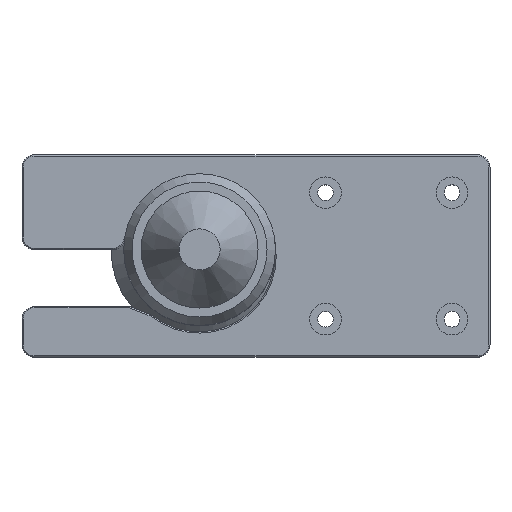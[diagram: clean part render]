
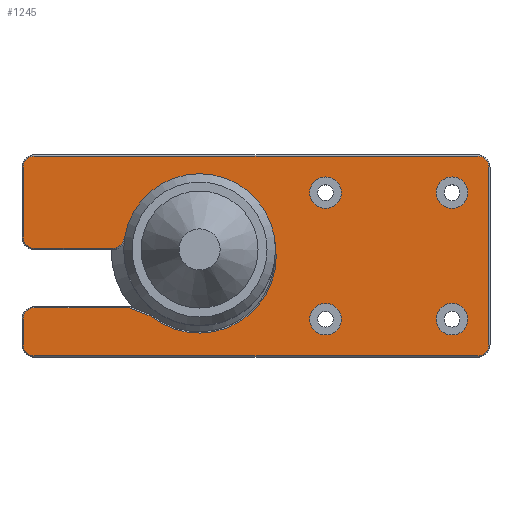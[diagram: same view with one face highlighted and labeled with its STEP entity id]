
A CAD part, top view. The second image highlights one B-rep face of the part: STEP entity #1245.
In plain terms, the highlighted planar face has unit normal (0, 0, 1).
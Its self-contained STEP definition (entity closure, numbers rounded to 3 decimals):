
#55=FACE_BOUND('',#258,.T.);
#56=FACE_BOUND('',#259,.T.);
#57=FACE_BOUND('',#260,.T.);
#58=FACE_BOUND('',#261,.T.);
#91=PLANE('',#1399);
#163=FACE_OUTER_BOUND('',#257,.T.);
#257=EDGE_LOOP('',(#1093,#1094,#1095,#1096,#1097,#1098,#1099,#1100,#1101,
#1102,#1103,#1104,#1105,#1106,#1107,#1108));
#258=EDGE_LOOP('',(#1109));
#259=EDGE_LOOP('',(#1110));
#260=EDGE_LOOP('',(#1111));
#261=EDGE_LOOP('',(#1112));
#335=LINE('',#2043,#435);
#339=LINE('',#2059,#439);
#342=LINE('',#2067,#442);
#344=LINE('',#2074,#444);
#347=LINE('',#2082,#447);
#353=LINE('',#2097,#453);
#357=LINE('',#2109,#457);
#360=LINE('',#2118,#460);
#435=VECTOR('',#1661,10.);
#439=VECTOR('',#1675,10.);
#442=VECTOR('',#1684,10.);
#444=VECTOR('',#1692,10.);
#447=VECTOR('',#1701,10.);
#453=VECTOR('',#1715,10.);
#457=VECTOR('',#1727,10.);
#460=VECTOR('',#1738,10.);
#480=CIRCLE('',#1280,2.5);
#483=CIRCLE('',#1285,2.5);
#486=CIRCLE('',#1290,2.5);
#489=CIRCLE('',#1295,2.5);
#522=CIRCLE('',#1364,12.2);
#523=CIRCLE('',#1366,1.8);
#524=CIRCLE('',#1369,1.8);
#525=CIRCLE('',#1372,1.8);
#526=CIRCLE('',#1375,1.8);
#528=CIRCLE('',#1379,1.8);
#530=CIRCLE('',#1383,1.8);
#532=CIRCLE('',#1387,1.8);
#548=VERTEX_POINT('',#1834);
#551=VERTEX_POINT('',#1843);
#554=VERTEX_POINT('',#1852);
#557=VERTEX_POINT('',#1861);
#611=VERTEX_POINT('',#2040);
#612=VERTEX_POINT('',#2042);
#613=VERTEX_POINT('',#2049);
#614=VERTEX_POINT('',#2053);
#615=VERTEX_POINT('',#2057);
#616=VERTEX_POINT('',#2061);
#617=VERTEX_POINT('',#2065);
#618=VERTEX_POINT('',#2069);
#619=VERTEX_POINT('',#2073);
#620=VERTEX_POINT('',#2077);
#621=VERTEX_POINT('',#2081);
#623=VERTEX_POINT('',#2087);
#625=VERTEX_POINT('',#2093);
#627=VERTEX_POINT('',#2099);
#629=VERTEX_POINT('',#2105);
#631=VERTEX_POINT('',#2111);
#649=EDGE_CURVE('',#548,#548,#480,.T.);
#653=EDGE_CURVE('',#551,#551,#483,.T.);
#657=EDGE_CURVE('',#554,#554,#486,.T.);
#661=EDGE_CURVE('',#557,#557,#489,.T.);
#749=EDGE_CURVE('',#611,#612,#335,.T.);
#751=EDGE_CURVE('',#612,#613,#522,.T.);
#754=EDGE_CURVE('',#613,#614,#523,.T.);
#756=EDGE_CURVE('',#614,#615,#339,.T.);
#758=EDGE_CURVE('',#615,#616,#524,.T.);
#760=EDGE_CURVE('',#616,#617,#342,.T.);
#762=EDGE_CURVE('',#617,#618,#525,.T.);
#763=EDGE_CURVE('',#618,#619,#344,.T.);
#766=EDGE_CURVE('',#619,#620,#526,.T.);
#767=EDGE_CURVE('',#620,#621,#347,.T.);
#772=EDGE_CURVE('',#621,#623,#528,.T.);
#775=EDGE_CURVE('',#623,#625,#353,.T.);
#778=EDGE_CURVE('',#625,#627,#530,.T.);
#781=EDGE_CURVE('',#627,#629,#357,.T.);
#784=EDGE_CURVE('',#629,#631,#532,.T.);
#786=EDGE_CURVE('',#631,#611,#360,.T.);
#1093=ORIENTED_EDGE('',*,*,#749,.F.);
#1094=ORIENTED_EDGE('',*,*,#786,.F.);
#1095=ORIENTED_EDGE('',*,*,#784,.F.);
#1096=ORIENTED_EDGE('',*,*,#781,.F.);
#1097=ORIENTED_EDGE('',*,*,#778,.F.);
#1098=ORIENTED_EDGE('',*,*,#775,.F.);
#1099=ORIENTED_EDGE('',*,*,#772,.F.);
#1100=ORIENTED_EDGE('',*,*,#767,.F.);
#1101=ORIENTED_EDGE('',*,*,#766,.F.);
#1102=ORIENTED_EDGE('',*,*,#763,.F.);
#1103=ORIENTED_EDGE('',*,*,#762,.F.);
#1104=ORIENTED_EDGE('',*,*,#760,.F.);
#1105=ORIENTED_EDGE('',*,*,#758,.F.);
#1106=ORIENTED_EDGE('',*,*,#756,.F.);
#1107=ORIENTED_EDGE('',*,*,#754,.F.);
#1108=ORIENTED_EDGE('',*,*,#751,.F.);
#1109=ORIENTED_EDGE('',*,*,#649,.T.);
#1110=ORIENTED_EDGE('',*,*,#653,.T.);
#1111=ORIENTED_EDGE('',*,*,#657,.T.);
#1112=ORIENTED_EDGE('',*,*,#661,.T.);
#1245=ADVANCED_FACE('',(#163,#55,#56,#57,#58),#91,.T.);
#1280=AXIS2_PLACEMENT_3D('',#1835,#1438,#1439);
#1285=AXIS2_PLACEMENT_3D('',#1844,#1449,#1450);
#1290=AXIS2_PLACEMENT_3D('',#1853,#1460,#1461);
#1295=AXIS2_PLACEMENT_3D('',#1862,#1471,#1472);
#1364=AXIS2_PLACEMENT_3D('',#2050,#1664,#1665);
#1366=AXIS2_PLACEMENT_3D('',#2055,#1670,#1671);
#1369=AXIS2_PLACEMENT_3D('',#2063,#1679,#1680);
#1372=AXIS2_PLACEMENT_3D('',#2071,#1688,#1689);
#1375=AXIS2_PLACEMENT_3D('',#2079,#1697,#1698);
#1379=AXIS2_PLACEMENT_3D('',#2091,#1709,#1710);
#1383=AXIS2_PLACEMENT_3D('',#2103,#1721,#1722);
#1387=AXIS2_PLACEMENT_3D('',#2115,#1733,#1734);
#1399=AXIS2_PLACEMENT_3D('',#2138,#1766,#1767);
#1438=DIRECTION('center_axis',(0.,0.,-1.));
#1439=DIRECTION('ref_axis',(-1.,0.,0.));
#1449=DIRECTION('center_axis',(0.,0.,-1.));
#1450=DIRECTION('ref_axis',(-1.,0.,0.));
#1460=DIRECTION('center_axis',(0.,0.,-1.));
#1461=DIRECTION('ref_axis',(-1.,0.,0.));
#1471=DIRECTION('center_axis',(0.,0.,-1.));
#1472=DIRECTION('ref_axis',(-1.,0.,0.));
#1661=DIRECTION('',(0.929,-0.37,0.));
#1664=DIRECTION('center_axis',(0.,0.,1.));
#1665=DIRECTION('ref_axis',(1.,0.,0.));
#1670=DIRECTION('center_axis',(0.,0.,-1.));
#1671=DIRECTION('ref_axis',(0.627,-0.779,0.));
#1675=DIRECTION('',(-1.,0.,0.));
#1679=DIRECTION('center_axis',(0.,0.,-1.));
#1680=DIRECTION('ref_axis',(-0.707,-0.707,0.));
#1684=DIRECTION('',(0.,1.,0.));
#1688=DIRECTION('center_axis',(0.,0.,-1.));
#1689=DIRECTION('ref_axis',(-0.707,0.707,0.));
#1692=DIRECTION('',(1.,0.,0.));
#1697=DIRECTION('center_axis',(0.,0.,-1.));
#1698=DIRECTION('ref_axis',(0.707,0.707,0.));
#1701=DIRECTION('',(0.,-1.,0.));
#1709=DIRECTION('center_axis',(0.,0.,-1.));
#1710=DIRECTION('ref_axis',(0.707,-0.707,0.));
#1715=DIRECTION('',(-1.,0.,0.));
#1721=DIRECTION('center_axis',(0.,0.,-1.));
#1722=DIRECTION('ref_axis',(-0.707,-0.707,0.));
#1727=DIRECTION('',(0.,1.,0.));
#1733=DIRECTION('center_axis',(0.,0.,-1.));
#1734=DIRECTION('ref_axis',(-0.707,0.707,0.));
#1738=DIRECTION('',(1.,0.,0.));
#1766=DIRECTION('center_axis',(0.,0.,1.));
#1767=DIRECTION('ref_axis',(1.,0.,0.));
#1834=CARTESIAN_POINT('',(-8.5,-11.,10.));
#1835=CARTESIAN_POINT('Origin',(-11.,-11.,10.));
#1843=CARTESIAN_POINT('',(11.5,9.,10.));
#1844=CARTESIAN_POINT('Origin',(9.,9.,10.));
#1852=CARTESIAN_POINT('',(-8.5,9.,10.));
#1853=CARTESIAN_POINT('Origin',(-11.,9.,10.));
#1861=CARTESIAN_POINT('',(11.5,-11.,10.));
#1862=CARTESIAN_POINT('Origin',(9.,-11.,10.));
#2040=CARTESIAN_POINT('',(-41.983,-9.2,10.));
#2042=CARTESIAN_POINT('',(-38.593,-10.549,10.));
#2043=CARTESIAN_POINT('',(-24.426,-16.188,10.));
#2049=CARTESIAN_POINT('',(-42.917,1.614,10.));
#2050=CARTESIAN_POINT('Origin',(-31.,-1.,10.));
#2053=CARTESIAN_POINT('',(-44.675,0.2,10.));
#2055=CARTESIAN_POINT('Origin',(-44.675,2.,10.));
#2057=CARTESIAN_POINT('',(-57.,0.2,10.));
#2059=CARTESIAN_POINT('',(-29.5,0.2,10.));
#2061=CARTESIAN_POINT('',(-58.8,2.,10.));
#2063=CARTESIAN_POINT('Origin',(-57.,2.,10.));
#2065=CARTESIAN_POINT('',(-58.8,13.,10.));
#2067=CARTESIAN_POINT('',(-58.8,7.,10.));
#2069=CARTESIAN_POINT('',(-57.,14.8,10.));
#2071=CARTESIAN_POINT('Origin',(-57.,13.,10.));
#2073=CARTESIAN_POINT('',(13.,14.8,10.));
#2074=CARTESIAN_POINT('',(7.5,14.8,10.));
#2077=CARTESIAN_POINT('',(14.8,13.,10.));
#2079=CARTESIAN_POINT('Origin',(13.,13.,10.));
#2081=CARTESIAN_POINT('',(14.8,-15.,10.));
#2082=CARTESIAN_POINT('',(14.8,-9.,10.));
#2087=CARTESIAN_POINT('',(13.,-16.8,10.));
#2091=CARTESIAN_POINT('Origin',(13.,-15.,10.));
#2093=CARTESIAN_POINT('',(-57.,-16.8,10.));
#2097=CARTESIAN_POINT('',(-7.5,-16.8,10.));
#2099=CARTESIAN_POINT('',(-58.8,-15.,10.));
#2103=CARTESIAN_POINT('Origin',(-57.,-15.,10.));
#2105=CARTESIAN_POINT('',(-58.8,-11.,10.));
#2109=CARTESIAN_POINT('',(-58.8,-5.,10.));
#2111=CARTESIAN_POINT('',(-57.,-9.2,10.));
#2115=CARTESIAN_POINT('Origin',(-57.,-11.,10.));
#2118=CARTESIAN_POINT('',(-19.972,-9.2,10.));
#2138=CARTESIAN_POINT('Origin',(0.,-1.,
10.));
